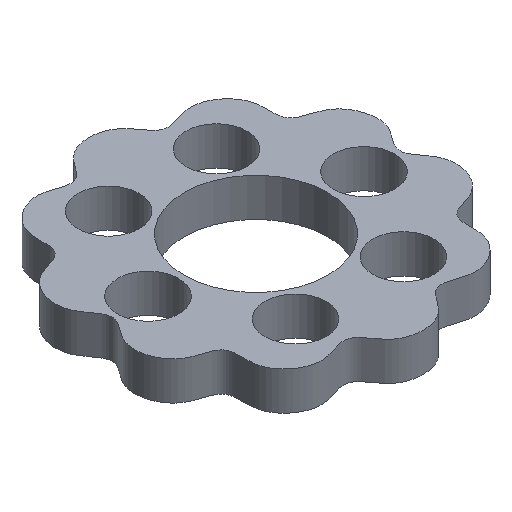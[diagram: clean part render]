
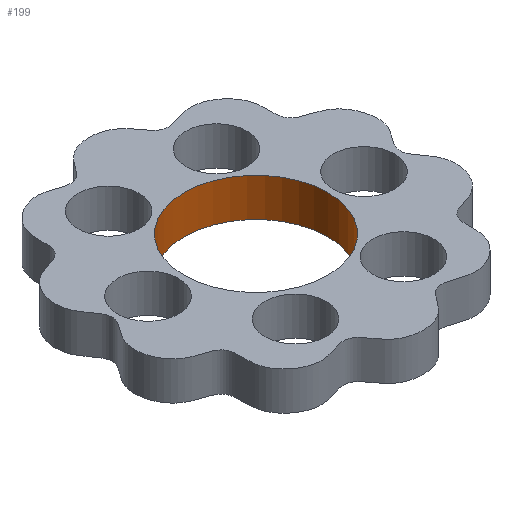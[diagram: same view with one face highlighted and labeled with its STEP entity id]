
A CAD part, isometric view. The second image highlights one B-rep face of the part: STEP entity #199.
In plain terms, the highlighted cylindrical face has radius 7.5 mm (diameter 15 mm), a full revolution.
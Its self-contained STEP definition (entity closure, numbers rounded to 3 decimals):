
#40=FACE_OUTER_BOUND('',#50,.T.);
#50=EDGE_LOOP('',(#150,#151,#152,#153));
#74=LINE('',#324,#82);
#82=VECTOR('',#268,7.5);
#92=CIRCLE('',#229,7.5);
#93=CIRCLE('',#230,7.5);
#106=VERTEX_POINT('',#321);
#107=VERTEX_POINT('',#323);
#124=EDGE_CURVE('',#106,#106,#92,.T.);
#125=EDGE_CURVE('',#106,#107,#74,.T.);
#126=EDGE_CURVE('',#107,#107,#93,.T.);
#150=ORIENTED_EDGE('',*,*,#124,.F.);
#151=ORIENTED_EDGE('',*,*,#125,.T.);
#152=ORIENTED_EDGE('',*,*,#126,.T.);
#153=ORIENTED_EDGE('',*,*,#125,.F.);
#192=CYLINDRICAL_SURFACE('',#228,7.5);
#199=ADVANCED_FACE('',(#40),#192,.F.);
#228=AXIS2_PLACEMENT_3D('',#320,#264,#265);
#229=AXIS2_PLACEMENT_3D('',#322,#266,#267);
#230=AXIS2_PLACEMENT_3D('',#325,#269,#270);
#264=DIRECTION('center_axis',(0.,0.,1.));
#265=DIRECTION('ref_axis',(1.,0.,0.));
#266=DIRECTION('center_axis',(0.,0.,-1.));
#267=DIRECTION('ref_axis',(1.,0.,0.));
#268=DIRECTION('',(0.,0.,-1.));
#269=DIRECTION('center_axis',(0.,0.,-1.));
#270=DIRECTION('ref_axis',(1.,0.,0.));
#320=CARTESIAN_POINT('Origin',(1.2,0.,0.));
#321=CARTESIAN_POINT('',(-6.3,0.,4.));
#322=CARTESIAN_POINT('Origin',(1.2,0.,4.));
#323=CARTESIAN_POINT('',(-6.3,0.,0.));
#324=CARTESIAN_POINT('',(-6.3,0.,0.));
#325=CARTESIAN_POINT('Origin',(1.2,0.,0.));
